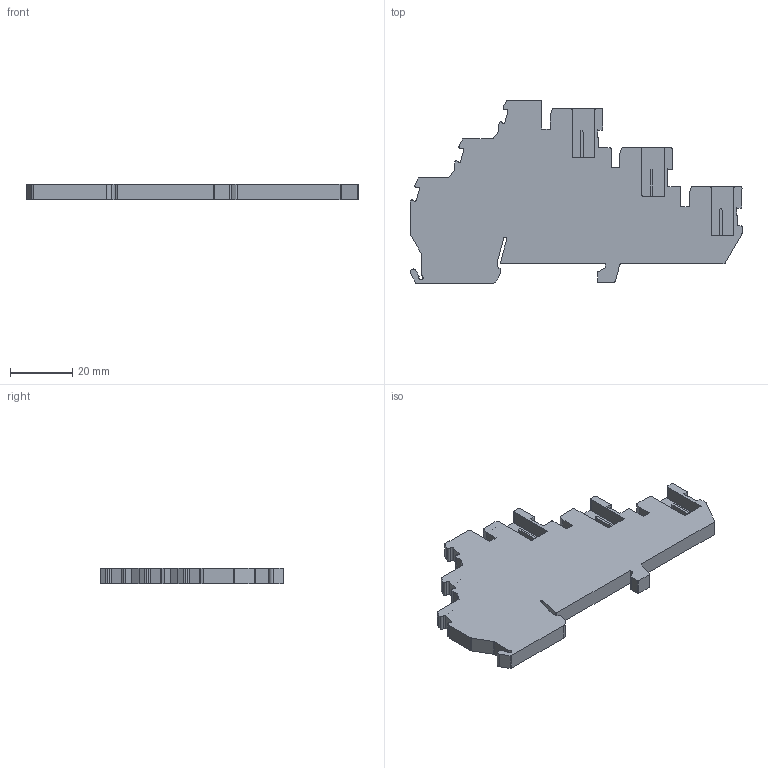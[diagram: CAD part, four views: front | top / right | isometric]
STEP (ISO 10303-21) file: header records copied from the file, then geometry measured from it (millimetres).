
FILE_DESCRIPTION((''),'2;1');
FILE_NAME('UJ5-2_5WV_3-3','2023-11-14T',('dell'),(''),'PRO/ENGINEER BY PARAMETRIC TECHNOLOGY CORPORATION, 2013230','PRO/ENGINEER BY PARAMETRIC TECHNOLOGY CORPORATION, 2013230','');
FILE_SCHEMA(('AUTOMOTIVE_DESIGN { 1 0 10303 214 1 1 1 1 }'));
Length unit declared in the file: millimetre
Products named in the file (1): UJ5-2_5WV_3-3
Bounding box: 106.5 x 59 x 5 mm (x, y, z)
Volume: 17743.2 mm3; surface area: 11940.4 mm2
Topology: 1 solids, 1 shells, 228 faces, 667 edges, 451 vertices
Faces by surface type: plane 167, cylinder 61
Entity records: 7639 total; most frequent: CARTESIAN_POINT 1348, ORIENTED_EDGE 1334, DIRECTION 1268, EDGE_CURVE 667, VECTOR 522, LINE 522, VERTEX_POINT 451, AXIS2_PLACEMENT_3D 373
